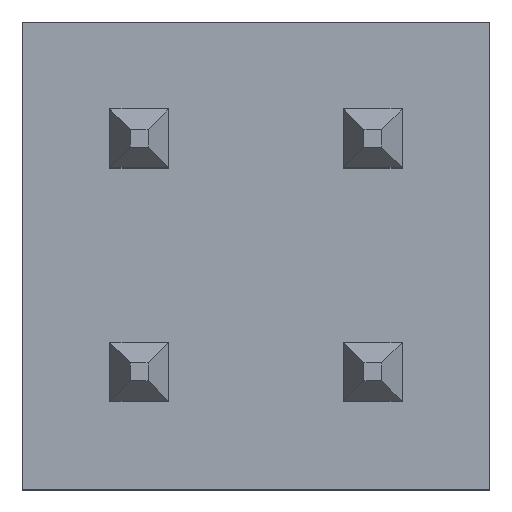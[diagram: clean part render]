
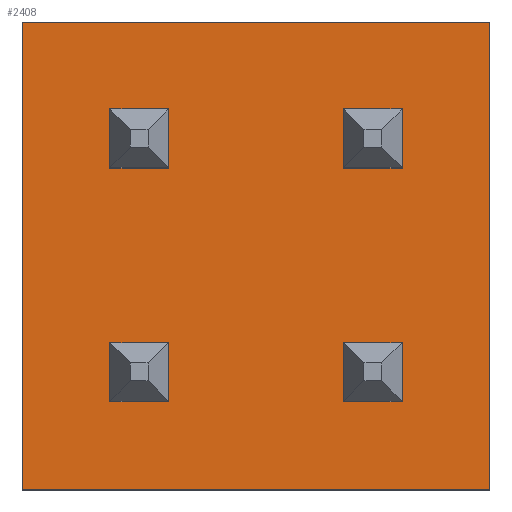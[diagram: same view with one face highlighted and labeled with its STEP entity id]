
A CAD part, top view. The second image highlights one B-rep face of the part: STEP entity #2408.
In plain terms, the highlighted planar face has unit normal (0, 0, 1).
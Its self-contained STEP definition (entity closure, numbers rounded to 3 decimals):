
#2283 = CARTESIAN_POINT ( 'NONE',  ( 3., 3., 2.54 ) ) ;
#2284 = VERTEX_POINT ( 'NONE', #2283 ) ;
#2291 = CARTESIAN_POINT ( 'NONE',  ( 3., -1., 2.54 ) ) ;
#2292 = VERTEX_POINT ( 'NONE', #2291 ) ;
#2293 = CARTESIAN_POINT ( 'NONE',  ( 3., -1., 2.54 ) ) ;
#2294 = DIRECTION ( 'NONE',  ( 0., 1., 0. ) ) ;
#2295 = VECTOR ( 'NONE', #2294, 1000. ) ;
#2296 = LINE ( 'NONE', #2293, #2295 ) ;
#2297 = EDGE_CURVE ( 'NONE', #2292, #2284, #2296, .T. ) ;
#2321 = CARTESIAN_POINT ( 'NONE',  ( -1., 3., 2.54 ) ) ;
#2322 = VERTEX_POINT ( 'NONE', #2321 ) ;
#2329 = CARTESIAN_POINT ( 'NONE',  ( -1., 3., 2.54 ) ) ;
#2330 = DIRECTION ( 'NONE',  ( -1., 0., 0. ) ) ;
#2331 = VECTOR ( 'NONE', #2330, 1000. ) ;
#2332 = LINE ( 'NONE', #2329, #2331 ) ;
#2333 = EDGE_CURVE ( 'NONE', #2284, #2322, #2332, .T. ) ;
#2352 = CARTESIAN_POINT ( 'NONE',  ( -1., -1., 2.54 ) ) ;
#2353 = VERTEX_POINT ( 'NONE', #2352 ) ;
#2360 = CARTESIAN_POINT ( 'NONE',  ( -1., -1., 2.54 ) ) ;
#2361 = DIRECTION ( 'NONE',  ( 0., -1., 0. ) ) ;
#2362 = VECTOR ( 'NONE', #2361, 1000. ) ;
#2363 = LINE ( 'NONE', #2360, #2362 ) ;
#2364 = EDGE_CURVE ( 'NONE', #2322, #2353, #2363, .T. ) ;
#2382 = CARTESIAN_POINT ( 'NONE',  ( -1., -1., 2.54 ) ) ;
#2383 = DIRECTION ( 'NONE',  ( 1., 0., 0. ) ) ;
#2384 = VECTOR ( 'NONE', #2383, 1000. ) ;
#2385 = LINE ( 'NONE', #2382, #2384 ) ;
#2386 = EDGE_CURVE ( 'NONE', #2353, #2292, #2385, .T. ) ;
#2397 = ORIENTED_EDGE ( 'NONE', *, *, #2297, .T. ) ;
#2398 = ORIENTED_EDGE ( 'NONE', *, *, #2333, .T. ) ;
#2399 = ORIENTED_EDGE ( 'NONE', *, *, #2364, .T. ) ;
#2400 = ORIENTED_EDGE ( 'NONE', *, *, #2386, .T. ) ;
#2401 = EDGE_LOOP ( 'NONE', ( #2397, #2398, #2399, #2400 ) ) ;
#2402 = FACE_OUTER_BOUND ( 'NONE', #2401, .T. ) ;
#2403 = CARTESIAN_POINT ( 'NONE',  ( 1., 1., 2.54 ) ) ;
#2404 = DIRECTION ( 'NONE',  ( 0., 0., -1. ) ) ;
#2405 = DIRECTION ( 'NONE',  ( 0., 1., 0. ) ) ;
#2406 = AXIS2_PLACEMENT_3D ( 'NONE', #2403, #2404, #2405 ) ;
#2407 = PLANE ( 'NONE', #2406 ) ;
#2408 = ADVANCED_FACE ( 'NONE', ( #2402 ), #2407, .F. ) ;
